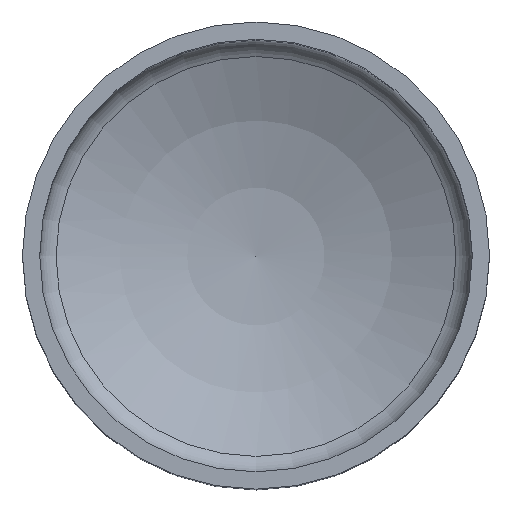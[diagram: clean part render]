
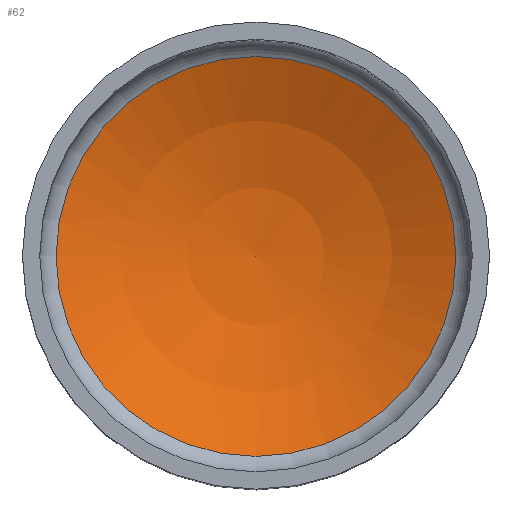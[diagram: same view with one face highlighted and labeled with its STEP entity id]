
A CAD part, top view. The second image highlights one B-rep face of the part: STEP entity #62.
In plain terms, the highlighted spherical face has radius 52 mm.
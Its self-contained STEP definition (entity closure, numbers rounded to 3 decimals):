
#62 = ADVANCED_FACE( '', ( #130 ), #131, .F. );
#130 = FACE_OUTER_BOUND( '', #191, .T. );
#131 = SPHERICAL_SURFACE( '', #192, 52. );
#191 = EDGE_LOOP( '', ( #270 ) );
#192 = AXIS2_PLACEMENT_3D( '', #271, #272, #273 );
#270 = ORIENTED_EDGE( '', *, *, #303, .F. );
#271 = CARTESIAN_POINT( '', ( 0., 0., 46.73 ) );
#272 = DIRECTION( '', ( 0., 0., -1. ) );
#273 = DIRECTION( '', ( -1., 0., 0. ) );
#303 = EDGE_CURVE( '', #342, #342, #343, .T. );
#342 = VERTEX_POINT( '', #382 );
#343 = CIRCLE( '', #383, 23.111 );
#382 = CARTESIAN_POINT( '', ( -23.111, 0., 0.148 ) );
#383 = AXIS2_PLACEMENT_3D( '', #423, #424, #425 );
#423 = CARTESIAN_POINT( '', ( 0., 0., 0.148 ) );
#424 = DIRECTION( '', ( 0., 0., -1. ) );
#425 = DIRECTION( '', ( -1., 0., 0. ) );
